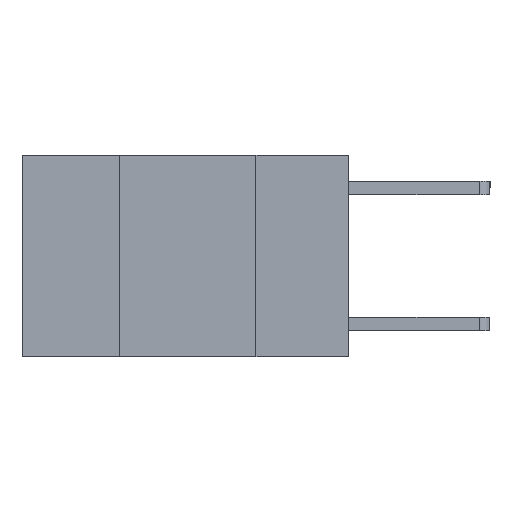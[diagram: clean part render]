
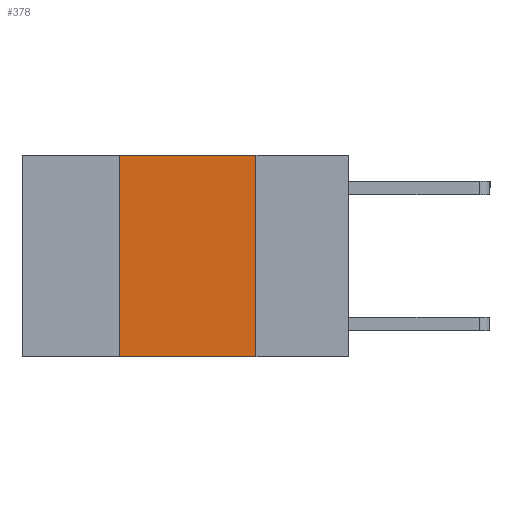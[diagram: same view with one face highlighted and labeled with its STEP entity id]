
A CAD part, left-side view. The second image highlights one B-rep face of the part: STEP entity #378.
In plain terms, the highlighted planar face has unit normal (-1, 0, 0).
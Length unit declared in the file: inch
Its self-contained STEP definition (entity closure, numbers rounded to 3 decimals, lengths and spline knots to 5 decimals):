
#74 = EDGE_CURVE ( 'NONE', #3066, #6962, #8310, .T. ) ;
#89 = CARTESIAN_POINT ( 'NONE',  ( 0., 0.42, 0. ) ) ;
#378 = ADVANCED_FACE ( 'NONE', ( #8803 ), #1237, .F. ) ;
#637 = CARTESIAN_POINT ( 'NONE',  ( 0., 0.42, -0.37 ) ) ;
#1237 = PLANE ( 'NONE',  #10815 ) ;
#1287 = VECTOR ( 'NONE', #9777, 39.37008 ) ;
#1567 = EDGE_CURVE ( 'NONE', #8475, #2205, #3262, .T. ) ;
#2205 = VERTEX_POINT ( 'NONE', #10555 ) ;
#2613 = ORIENTED_EDGE ( 'NONE', *, *, #1567, .T. ) ;
#3066 = VERTEX_POINT ( 'NONE', #9368 ) ;
#3095 = CARTESIAN_POINT ( 'NONE',  ( 0., 0.6, -0.37 ) ) ;
#3262 = LINE ( 'NONE', #3095, #4936 ) ;
#3456 = ORIENTED_EDGE ( 'NONE', *, *, #74, .F. ) ;
#3836 = LINE ( 'NONE', #10440, #1287 ) ;
#4184 = VECTOR ( 'NONE', #7841, 39.37008 ) ;
#4655 = DIRECTION ( 'NONE',  ( 0., 0., -1. ) ) ;
#4936 = VECTOR ( 'NONE', #6677, 39.37008 ) ;
#4956 = CARTESIAN_POINT ( 'NONE',  ( 0., 0.6, 0. ) ) ;
#5184 = EDGE_CURVE ( 'NONE', #8475, #3066, #7760, .T. ) ;
#5280 = EDGE_CURVE ( 'NONE', #6962, #2205, #3836, .T. ) ;
#5755 = VECTOR ( 'NONE', #8667, 39.37008 ) ;
#6677 = DIRECTION ( 'NONE',  ( 0., -1., 0. ) ) ;
#6962 = VERTEX_POINT ( 'NONE', #10545 ) ;
#7111 = CARTESIAN_POINT ( 'NONE',  ( 0., 0.6, 0. ) ) ;
#7746 = EDGE_LOOP ( 'NONE', ( #11062, #3456, #10709, #2613 ) ) ;
#7760 = LINE ( 'NONE', #89, #5755 ) ;
#7841 = DIRECTION ( 'NONE',  ( 0., -1., 0. ) ) ;
#8310 = LINE ( 'NONE', #4956, #4184 ) ;
#8475 = VERTEX_POINT ( 'NONE', #637 ) ;
#8667 = DIRECTION ( 'NONE',  ( 0., 0., 1. ) ) ;
#8803 = FACE_OUTER_BOUND ( 'NONE', #7746, .T. ) ;
#9368 = CARTESIAN_POINT ( 'NONE',  ( 0., 0.42, 0. ) ) ;
#9777 = DIRECTION ( 'NONE',  ( 0., 0., -1. ) ) ;
#9853 = DIRECTION ( 'NONE',  ( 1., 0., 0. ) ) ;
#10440 = CARTESIAN_POINT ( 'NONE',  ( 0., 0.17, 0. ) ) ;
#10545 = CARTESIAN_POINT ( 'NONE',  ( 0., 0.17, 0. ) ) ;
#10555 = CARTESIAN_POINT ( 'NONE',  ( 0., 0.17, -0.37 ) ) ;
#10709 = ORIENTED_EDGE ( 'NONE', *, *, #5184, .F. ) ;
#10815 = AXIS2_PLACEMENT_3D ( 'NONE', #7111, #9853, #4655 ) ;
#11062 = ORIENTED_EDGE ( 'NONE', *, *, #5280, .F. ) ;
